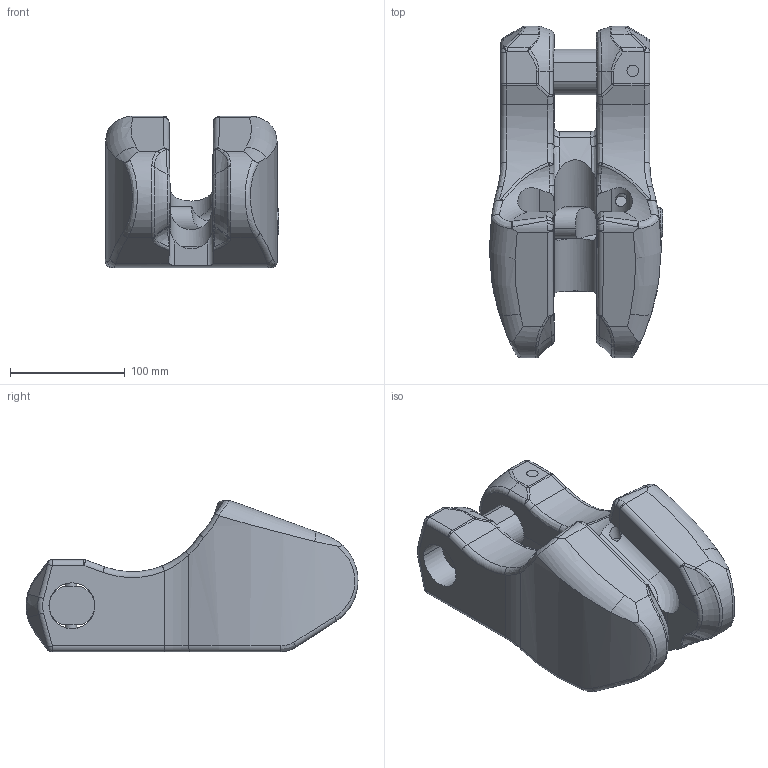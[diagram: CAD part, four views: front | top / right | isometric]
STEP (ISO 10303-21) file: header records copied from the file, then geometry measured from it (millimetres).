
FILE_DESCRIPTION((''),'2;1');
FILE_NAME('3-VV28_ASM','2013-05-14T',('Andreas.Wendler'),(''),'PRO/ENGINEER BY PARAMETRIC TECHNOLOGY CORPORATION, 2010140','PRO/ENGINEER BY PARAMETRIC TECHNOLOGY CORPORATION, 2010140','');
FILE_SCHEMA(('CONFIG_CONTROL_DESIGN'));
Length unit declared in the file: millimetre
Products named in the file (6): MSBR-5; MSBR-4; MSBR-3; MSBR-2; MSBR-1; 3-VV28_ASM
Assembly tree (5 placements, depth 2):
  3-VV28_ASM
    MSBR-5
    MSBR-4
    MSBR-3
    MSBR-2
    MSBR-1
Bounding box: 150.73 x 288.9 x 131.79 mm (x, y, z)
Volume: 2358755.9 mm3; surface area: 212695.8 mm2
Topology: 5 solids, 5 shells, 567 faces, 1471 edges, 923 vertices
Faces by surface type: plane 285, cylinder 102, bspline 94, torus 40, sphere 36, cone 10
Entity records: 22211 total; most frequent: CARTESIAN_POINT 8720, ORIENTED_EDGE 2938, DIRECTION 2752, EDGE_CURVE 1469, AXIS2_PLACEMENT_3D 1165, VERTEX_POINT 923, CIRCLE 681, EDGE_LOOP 592
